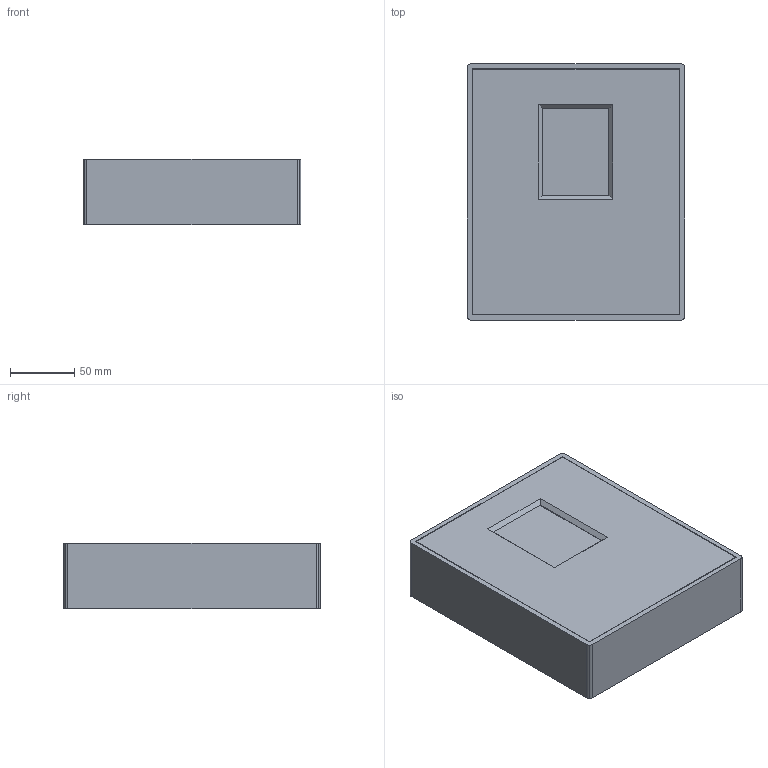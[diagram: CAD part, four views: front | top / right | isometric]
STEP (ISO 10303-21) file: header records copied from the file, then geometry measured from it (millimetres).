
FILE_DESCRIPTION(('STEP AP214'),'1');
FILE_NAME('TeensyRVLevelingCalculator-case-v4.stp','2023-10-23T00:51:50',('Mark J Culross'),('Beta Production'),'Spatial InterOp 3D',' ',' ');
FILE_SCHEMA(('automotive_design'));
Length unit declared in the file: inch
Products named in the file (12): ACIS Solid_7815757; ACIS Solid_7815779; 1; 2; Part_7814289; Part_7814292; Part_7814293; Part_7814290; Part_7815422; Part_7815421; Part_7792010; Part_7822622
Bounding box: 170 x 200 x 51 mm (x, y, z)
Volume: 420541.5 mm3; surface area: 254277.5 mm2
Topology: 12 solids, 12 shells, 311 faces, 798 edges, 524 vertices
Faces by surface type: plane 163, cylinder 132, torus 16
Entity records: 12429 total; most frequent: DIRECTION 1732, CARTESIAN_POINT 1645, ORIENTED_EDGE 1596, EDGE_CURVE 798, AXIS2_PLACEMENT_3D 611, VERTEX_POINT 524, LINE 510, VECTOR 510
